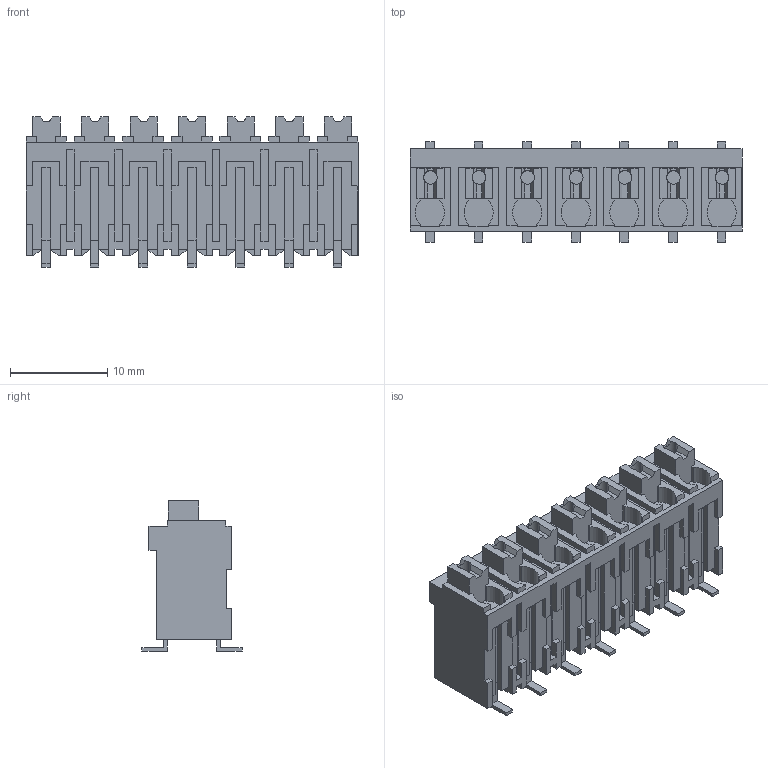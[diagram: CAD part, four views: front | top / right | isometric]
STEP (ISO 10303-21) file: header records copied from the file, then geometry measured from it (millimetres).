
FILE_DESCRIPTION(('CATIA V5 STEP Exchange','CAx-IF Rec.Pracs.--- Model Styling and Organization---1.2---2011-12-15'),'2;1');
FILE_NAME ('D1452226_0_1473670000_1473670000.stp','2018-03-29T12:25:43+00:00',('none'),('Weidmueller'),'CATIA Version 5-6 Release 2014','CATIA V5 STEP AP214','none');
FILE_SCHEMA(('AUTOMOTIVE_DESIGN { 1 0 10303 214 1 1 1 1 }'));
Length unit declared in the file: millimetre
Products named in the file (1): 1473670000
Bounding box: 34.15 x 10.3 x 15.46 mm (x, y, z)
Volume: 2797.2 mm3; surface area: 2949.7 mm2
Topology: 22 solids, 22 shells, 656 faces, 1841 edges, 1234 vertices
Faces by surface type: plane 628, cylinder 28
Entity records: 20230 total; most frequent: CARTESIAN_POINT 3712, ORIENTED_EDGE 3682, DIRECTION 2646, EDGE_CURVE 1841, VECTOR 1729, LINE 1729, VERTEX_POINT 1234, EDGE_LOOP 661
